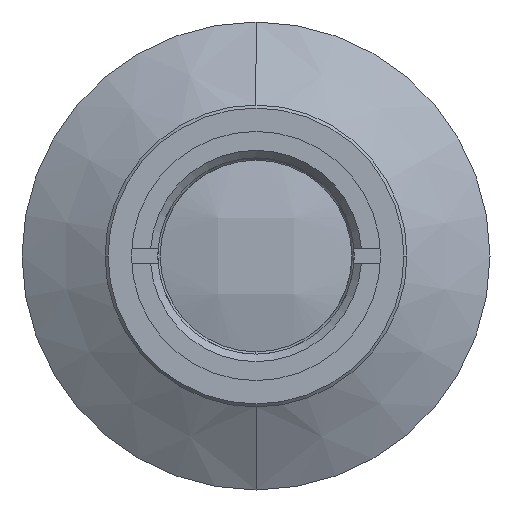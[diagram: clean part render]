
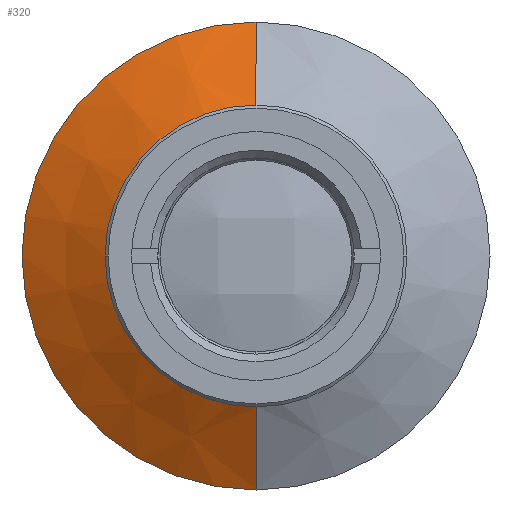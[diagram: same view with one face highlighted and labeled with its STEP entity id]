
A CAD part, left-side view. The second image highlights one B-rep face of the part: STEP entity #320.
In plain terms, the highlighted conical face has half-angle 60 degrees and reference radius 15.5 mm.
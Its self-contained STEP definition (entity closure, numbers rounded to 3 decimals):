
#226 = ORIENTED_EDGE ( 'NONE', *, *, #1297, .F. ) ;
#320 = ADVANCED_FACE ( 'NONE', ( #482 ), #4388, .T. ) ;
#482 = FACE_OUTER_BOUND ( 'NONE', #4644, .T. ) ;
#602 = CARTESIAN_POINT ( 'NONE',  ( 116.284, 0., 0. ) ) ;
#734 = CARTESIAN_POINT ( 'NONE',  ( 119.46, 0., 0. ) ) ;
#827 = DIRECTION ( 'NONE',  ( 0.5, 0., -0.866 ) ) ;
#839 = CIRCLE ( 'NONE', #7062, 15.5 ) ;
#931 = CARTESIAN_POINT ( 'NONE',  ( 116.284, 0., -10. ) ) ;
#1038 = VECTOR ( 'NONE', #827, 1000. ) ;
#1125 = AXIS2_PLACEMENT_3D ( 'NONE', #5166, #3901, #1132 ) ;
#1132 = DIRECTION ( 'NONE',  ( 0., 0., -1. ) ) ;
#1261 = VERTEX_POINT ( 'NONE', #5869 ) ;
#1297 = EDGE_CURVE ( 'NONE', #6638, #2213, #7182, .T. ) ;
#1348 = DIRECTION ( 'NONE',  ( 0.5, 0., 0.866 ) ) ;
#1615 = ORIENTED_EDGE ( 'NONE', *, *, #4683, .T. ) ;
#1878 = DIRECTION ( 'NONE',  ( -1., 0., 0. ) ) ;
#2213 = VERTEX_POINT ( 'NONE', #931 ) ;
#3121 = DIRECTION ( 'NONE',  ( 0., 0., -1. ) ) ;
#3580 = EDGE_CURVE ( 'NONE', #6638, #1261, #5386, .T. ) ;
#3901 = DIRECTION ( 'NONE',  ( 1., 0., 0. ) ) ;
#4169 = CARTESIAN_POINT ( 'NONE',  ( 119.46, 0., 15.5 ) ) ;
#4203 = DIRECTION ( 'NONE',  ( -1., 0., 0. ) ) ;
#4211 = DIRECTION ( 'NONE',  ( 0., 0., 1. ) ) ;
#4388 = CONICAL_SURFACE ( 'NONE', #1125, 15.5, 1.047 ) ;
#4644 = EDGE_LOOP ( 'NONE', ( #226, #6198, #1615, #6682 ) ) ;
#4683 = EDGE_CURVE ( 'NONE', #1261, #6208, #839, .T. ) ;
#4974 = AXIS2_PLACEMENT_3D ( 'NONE', #602, #1878, #4211 ) ;
#5166 = CARTESIAN_POINT ( 'NONE',  ( 119.46, 0., 0. ) ) ;
#5331 = CARTESIAN_POINT ( 'NONE',  ( 119.46, 0., -15.5 ) ) ;
#5351 = CARTESIAN_POINT ( 'NONE',  ( 119.46, 0., -15.5 ) ) ;
#5386 = LINE ( 'NONE', #4169, #6462 ) ;
#5619 = CARTESIAN_POINT ( 'NONE',  ( 116.284, 0., 10. ) ) ;
#5869 = CARTESIAN_POINT ( 'NONE',  ( 119.46, 0., 15.5 ) ) ;
#6198 = ORIENTED_EDGE ( 'NONE', *, *, #3580, .T. ) ;
#6208 = VERTEX_POINT ( 'NONE', #5351 ) ;
#6462 = VECTOR ( 'NONE', #1348, 1000. ) ;
#6638 = VERTEX_POINT ( 'NONE', #5619 ) ;
#6682 = ORIENTED_EDGE ( 'NONE', *, *, #6942, .F. ) ;
#6942 = EDGE_CURVE ( 'NONE', #2213, #6208, #7144, .T. ) ;
#7062 = AXIS2_PLACEMENT_3D ( 'NONE', #734, #4203, #3121 ) ;
#7144 = LINE ( 'NONE', #5331, #1038 ) ;
#7182 = CIRCLE ( 'NONE', #4974, 10. ) ;
